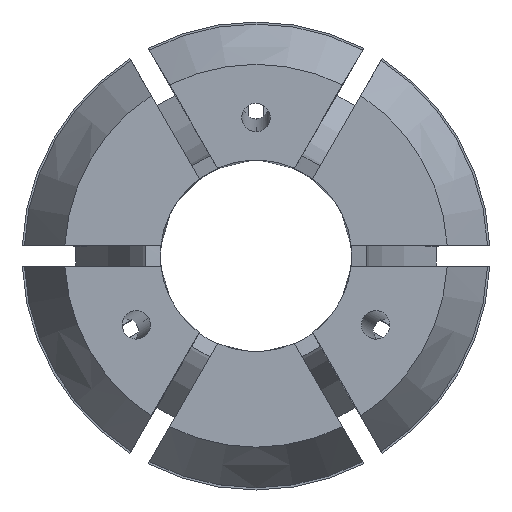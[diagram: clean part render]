
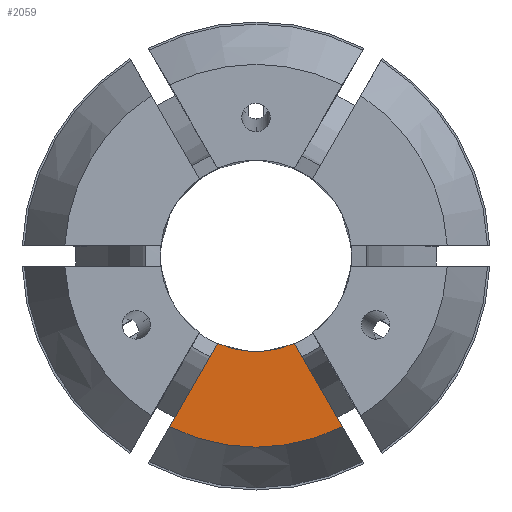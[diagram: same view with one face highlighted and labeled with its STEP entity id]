
A CAD part, top view. The second image highlights one B-rep face of the part: STEP entity #2059.
In plain terms, the highlighted planar face has unit normal (0, 0, 1).
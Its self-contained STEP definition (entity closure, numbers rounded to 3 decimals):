
#70 = CIRCLE ( 'NONE', #2946, 13.499 ) ;
#194 = ORIENTED_EDGE ( 'NONE', *, *, #2123, .T. ) ;
#204 = EDGE_CURVE ( 'NONE', #2707, #3180, #1649, .T. ) ;
#328 = VECTOR ( 'NONE', #2282, 1000. ) ;
#477 = DIRECTION ( 'NONE',  ( 0., 0., 1. ) ) ;
#733 = CARTESIAN_POINT ( 'NONE',  ( -2.703, -6.182, 40. ) ) ;
#1112 = AXIS2_PLACEMENT_3D ( 'NONE', #1913, #3463, #3770 ) ;
#1128 = CARTESIAN_POINT ( 'NONE',  ( -6.09, -12.048, 40. ) ) ;
#1151 = ORIENTED_EDGE ( 'NONE', *, *, #204, .F. ) ;
#1283 = VERTEX_POINT ( 'NONE', #1902 ) ;
#1408 = EDGE_CURVE ( 'NONE', #3180, #1283, #4027, .T. ) ;
#1465 = CARTESIAN_POINT ( 'NONE',  ( 0., 0., 40. ) ) ;
#1649 = CIRCLE ( 'NONE', #2057, 6.747 ) ;
#1697 = LINE ( 'NONE', #1924, #2139 ) ;
#1752 = FACE_OUTER_BOUND ( 'NONE', #3849, .T. ) ;
#1902 = CARTESIAN_POINT ( 'NONE',  ( 6.09, -12.048, 40. ) ) ;
#1913 = CARTESIAN_POINT ( 'NONE',  ( 0., 13.499, 40. ) ) ;
#1924 = CARTESIAN_POINT ( 'NONE',  ( 6.495, 9.75, 40. ) ) ;
#2057 = AXIS2_PLACEMENT_3D ( 'NONE', #3286, #477, #2355 ) ;
#2059 = ADVANCED_FACE ( 'NONE', ( #1752 ), #2536, .T. ) ;
#2123 = EDGE_CURVE ( 'NONE', #2707, #3644, #1697, .T. ) ;
#2139 = VECTOR ( 'NONE', #2548, 1000. ) ;
#2282 = DIRECTION ( 'NONE',  ( 0.5, -0.866, 0. ) ) ;
#2355 = DIRECTION ( 'NONE',  ( 1., 0., 0. ) ) ;
#2363 = EDGE_CURVE ( 'NONE', #1283, #3644, #70, .T. ) ;
#2474 = ORIENTED_EDGE ( 'NONE', *, *, #2363, .F. ) ;
#2536 = PLANE ( 'NONE',  #1112 ) ;
#2548 = DIRECTION ( 'NONE',  ( -0.5, -0.866, 0. ) ) ;
#2582 = ORIENTED_EDGE ( 'NONE', *, *, #1408, .F. ) ;
#2652 = DIRECTION ( 'NONE',  ( 0., 0., -1. ) ) ;
#2707 = VERTEX_POINT ( 'NONE', #733 ) ;
#2946 = AXIS2_PLACEMENT_3D ( 'NONE', #1465, #2652, #3599 ) ;
#3180 = VERTEX_POINT ( 'NONE', #3498 ) ;
#3286 = CARTESIAN_POINT ( 'NONE',  ( 0., 0., 40. ) ) ;
#3463 = DIRECTION ( 'NONE',  ( 0., 0., 1. ) ) ;
#3498 = CARTESIAN_POINT ( 'NONE',  ( 2.703, -6.182, 40. ) ) ;
#3581 = CARTESIAN_POINT ( 'NONE',  ( -6.495, 9.75, 40. ) ) ;
#3599 = DIRECTION ( 'NONE',  ( -1., 0., 0. ) ) ;
#3644 = VERTEX_POINT ( 'NONE', #1128 ) ;
#3770 = DIRECTION ( 'NONE',  ( 1., 0., 0. ) ) ;
#3849 = EDGE_LOOP ( 'NONE', ( #1151, #194, #2474, #2582 ) ) ;
#4027 = LINE ( 'NONE', #3581, #328 ) ;
